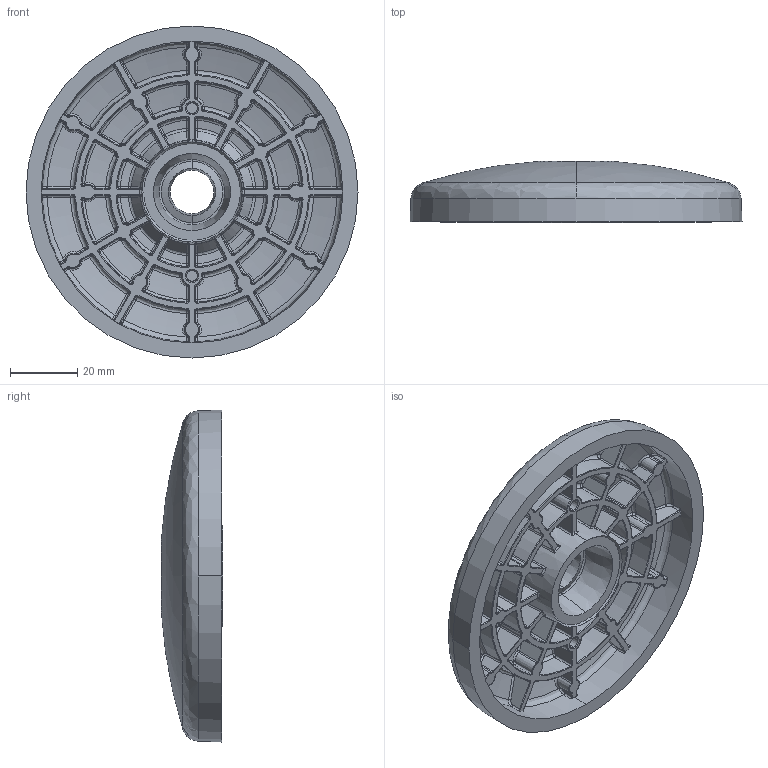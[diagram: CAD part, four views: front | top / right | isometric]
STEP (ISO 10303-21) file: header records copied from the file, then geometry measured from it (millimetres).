
FILE_DESCRIPTION (( 'STEP AP214' ), '1' );
FILE_NAME ('098a100zs.STEP', '2014-09-09T13:44:54', ( '' ), ( '' ), 'SwSTEP 2.0', 'SolidWorks 2014', '' );
FILE_SCHEMA (( 'AUTOMOTIVE_DESIGN' ));
Length unit declared in the file: inch
Products named in the file (1): 098a100zs
Bounding box: 99 x 18.2 x 99 mm (x, y, z)
Volume: 48914.7 mm3; surface area: 31089.3 mm2
Topology: 1 solids, 1 shells, 1345 faces, 3083 edges, 1732 vertices
Faces by surface type: bspline 1038, cone 134, plane 89, cylinder 84
Entity records: 74930 total; most frequent: CARTESIAN_POINT 34287, ORIENTED_EDGE 6118, DIRECTION 3148, EDGE_CURVE 3059, VERTEX_POINT 1732, B_SPLINE_CURVE_WITH_KNOTS 1425, AXIS2_PLACEMENT_3D 1367, EDGE_LOOP 1363
